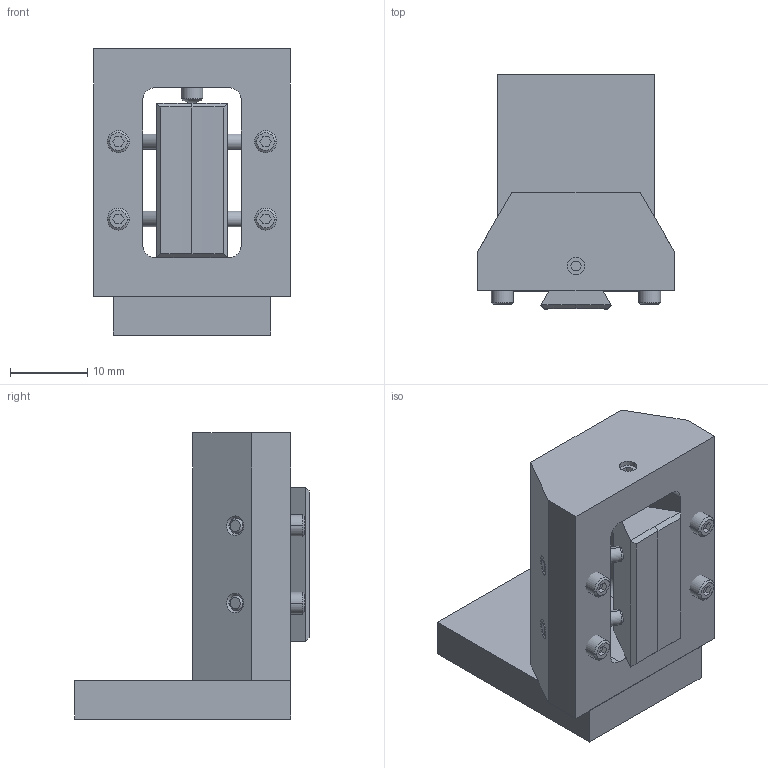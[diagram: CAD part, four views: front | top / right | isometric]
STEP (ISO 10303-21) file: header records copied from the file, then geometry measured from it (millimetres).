
FILE_DESCRIPTION (( 'STEP AP203' ), '1' );
FILE_NAME ('D0902663-v3.STEP', '2012-04-30T16:26:33', ( 'Dwayne Giardina' ), ( 'Microsoft' ), 'SwSTEP 2.0', 'SolidWorks 2012', '' );
FILE_SCHEMA (( 'CONFIG_CONTROL_DESIGN' ));
Length unit declared in the file: inch
Products named in the file (7): D0902663-v3; SST_Socketheadcapscrew_SHCS #2-56  X 0.25; D0902722_Advanced_LIGO_SUS_Sapphire_Prism_Holder_Extension; 99553A148_99553A148; D070441_ADLIGO SUS RM_PRISM_BREAKOFF_WIRE LOOP_TEST MASS; Dowel Pin (Metric)_2mm Diameter X 10mm Long; D0902664_Advanced_LIGO_SUS_HLTS_Sapphire_Prism_Holder
Assembly tree (14 placements, depth 2):
  D0902663-v3
    D0902664_Advanced_LIGO_SUS_HLTS_Sapphire_Prism_Holder
    Dowel Pin (Metric)_2mm Diameter X 10mm Long  x4
    D070441_ADLIGO SUS RM_PRISM_BREAKOFF_WIRE LOOP_TEST MASS
    99553A148_99553A148  x5
    D0902722_Advanced_LIGO_SUS_Sapphire_Prism_Holder_Extension
    SST_Socketheadcapscrew_SHCS #2-56  X 0.25  x2
Bounding box: 25.4 x 30.3 x 37 mm (x, y, z)
Volume: 9465.5 mm3; surface area: 6542.5 mm2
Topology: 14 solids, 14 shells, 228 faces, 531 edges, 338 vertices
Faces by surface type: plane 109, cylinder 64, cone 45, sphere 10
Entity records: 5155 total; most frequent: CARTESIAN_POINT 954, DIRECTION 696, ORIENTED_EDGE 662, EDGE_CURVE 331, AXIS2_PLACEMENT_3D 258, VERTEX_POINT 214, VECTOR 180, LINE 180
